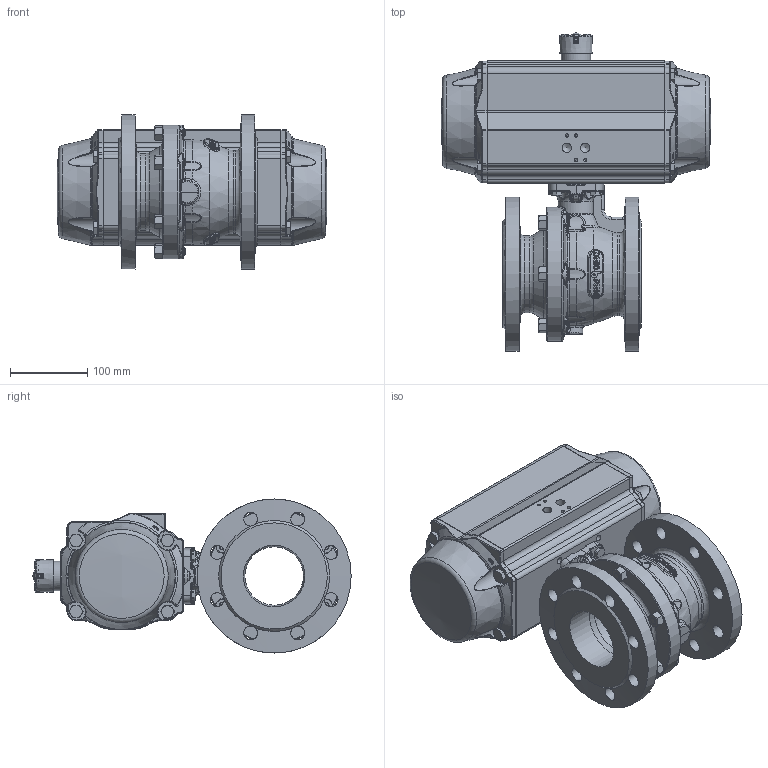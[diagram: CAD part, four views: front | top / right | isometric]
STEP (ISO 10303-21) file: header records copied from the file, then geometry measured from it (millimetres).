
FILE_DESCRIPTION(/* description */ ('Unknown','CAx-IF Rec.Pracs.---Representation and Presentation of Product Manufacturing Information (PMI)---4.0---2014-10-13','CAx-IF Rec.Pracs.---3D Tessellated Geometry---0.4---2014-09-14','2;1'),/* implementation_level */ '2;1');
FILE_NAME(/* name */ 'FR06 0919-11',/* time_stamp */ '2023-09-05T07:37:02+02:00',/* author */ ('Unknown'),/* organization */ ('Unknown'),/* preprocessor_version */ 'ST-DEVELOPER v18.102',/* originating_system */ 'Solid Edge',/* authorisation */ 'Unknown');
FILE_SCHEMA (('AP242_MANAGED_MODEL_BASED_3D_ENGINEERING_MIM_LF { 1 0 10303 442 1 1 4 }'));
Products named in the file (11): FR06 0919-11; 4.170.080; DIN933_M8x25; DW07_FR06_(DW333_FR248); KP-125; ָʾ; 硌尨釱; 硌尨梓尨_酴伎; 指示标示(黄色）_红色; cup head nib bolts with large head gb_GB_FASTENER_BOLT_CHNBW M6X25-N; hexagon head bolts--product grade c gb_GB_FASTENER_BOLT_HHBC M10X45-N
Assembly tree (22 placements, depth 4):
  FR06 0919-11
    4.170.080
    DIN933_M8x25  x4
    DW07_FR06_(DW333_FR248)
      KP-125
      ָʾ
        硌尨釱
        硌尨梓尨_酴伎  x2
        指示标示(黄色）_红色  x2
      cup head nib bolts with large head gb_GB_FASTENER_BOLT_CHNBW M6X25-N
      hexagon head bolts--product grade c gb_GB_FASTENER_BOLT_HHBC M10X45-N  x8
Bounding box: 349.9 x 413.4 x 200 mm (x, y, z)
Volume: 8873281 mm3; surface area: 543871.4 mm2
Topology: 20 solids, 21 shells, 2360 faces, 5799 edges, 3492 vertices
Faces by surface type: bspline 675, plane 631, cylinder 509, cone 336, torus 175, sphere 34
Full cylindrical faces by diameter (mm): 2.952 x1, 3 x16, 3.3 x8, 4.2 x8, 4.66 x1, 5 x1, 6 x1, 6.2 x1, 6.8 x4, 8 x4, 8.5 x12, 9 x4, 10 x20, 11 x6, 11.8 x2, 18 x16, 22.5 x1, 24 x1, 25 x1, 32 x1, 35.9 x1, 38 x1, 38.5 x1, 76 x1, 80 x2, 100 x1, 174 x1, 200 x2
Entity records: 87789 total; most frequent: CARTESIAN_POINT 45014, ORIENTED_EDGE 9536, DIRECTION 7637, EDGE_CURVE 4768, AXIS2_PLACEMENT_3D 3195, VERTEX_POINT 2992, FACE_BOUND 2344, EDGE_LOOP 2320
